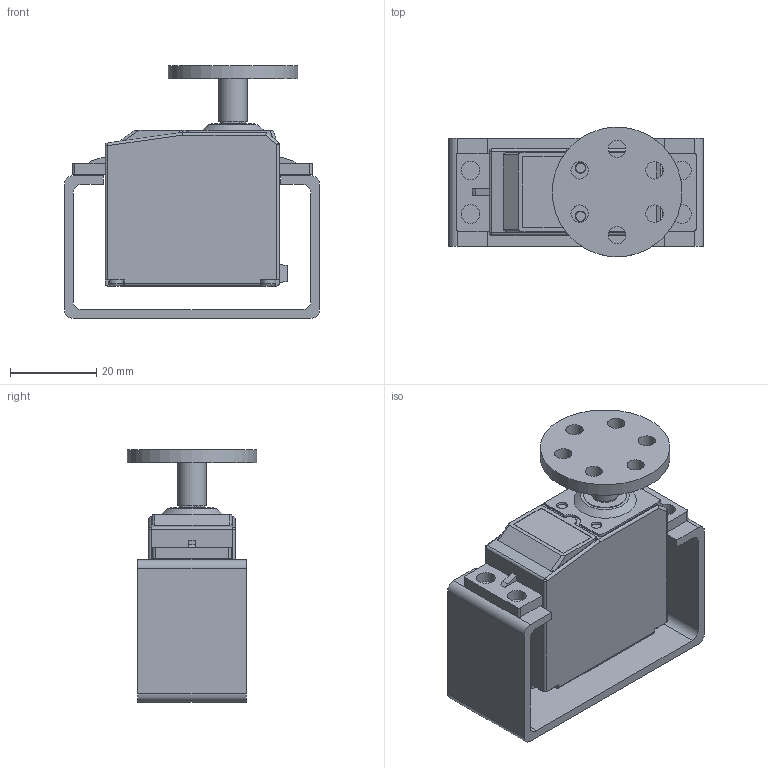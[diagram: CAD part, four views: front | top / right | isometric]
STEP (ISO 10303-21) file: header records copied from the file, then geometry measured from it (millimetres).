
FILE_DESCRIPTION(('FreeCAD Model'),'2;1');
FILE_NAME( 'SinglePartConnect.step' ,'2016-07-21T15:54:56',('Author'),(''), 'Open CASCADE STEP processor 6.8','FreeCAD','Unknown');
FILE_SCHEMA(('AUTOMOTIVE_DESIGN_CC2 { 1 2 10303 214 -1 1 5 4 }'));
Length unit declared in the file: millimetre
Products named in the file (2): ASSEMBLY; SingleConnect
Assembly tree (1 placements, depth 2):
  ASSEMBLY
    SingleConnect
Bounding box: 59 x 30 x 58.5 mm (x, y, z)
Volume: 38198.7 mm3; surface area: 16930.8 mm2
Topology: 2 solids, 10 shells, 393 faces, 1031 edges, 678 vertices
Faces by surface type: plane 298, cylinder 80, sphere 4, bspline 4, torus 4, cone 3
Full cylindrical faces by diameter (mm): 1.62 x8, 2 x8, 3.3 x4, 4 x6, 4.3 x4, 6 x1, 6.549 x1, 9.9 x1, 30 x1
Entity records: 26415 total; most frequent: CARTESIAN_POINT 6211, DIRECTION 3613, LINE 2235, VECTOR 2235, ORIENTED_EDGE 2054, PCURVE 2054, DEFINITIONAL_REPRESENTATION 2054, EDGE_CURVE 1027
